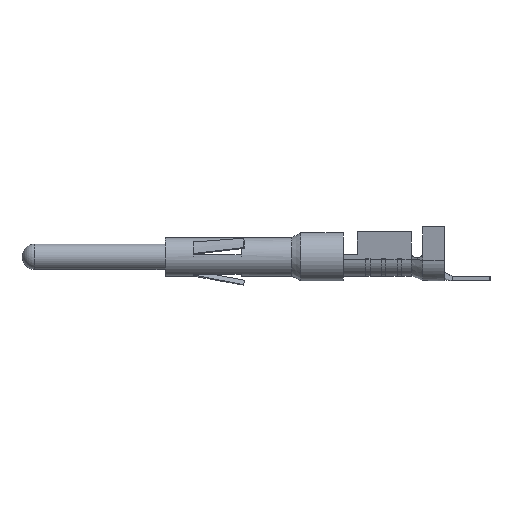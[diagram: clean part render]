
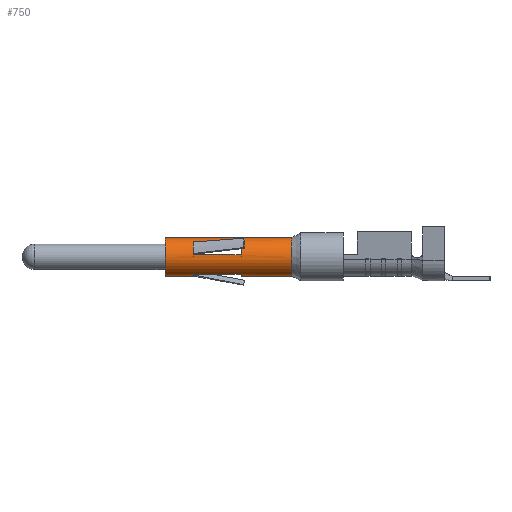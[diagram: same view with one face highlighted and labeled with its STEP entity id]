
A CAD part, left-side view. The second image highlights one B-rep face of the part: STEP entity #750.
In plain terms, the highlighted cylindrical face has radius 1.214 mm (diameter 2.429 mm), a full revolution.
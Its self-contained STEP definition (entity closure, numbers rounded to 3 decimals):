
#63=FACE_BOUND('',#1769,.T.);
#64=FACE_BOUND('',#1770,.T.);
#65=FACE_BOUND('',#1771,.T.);
#66=FACE_BOUND('',#1772,.T.);
#67=FACE_BOUND('',#1773,.T.);
#336=CYLINDRICAL_SURFACE('',#7407,1.214);
#424=CIRCLE('',#7330,1.214);
#428=CIRCLE('',#7339,1.214);
#432=CIRCLE('',#7348,1.214);
#435=CIRCLE('',#7353,1.214);
#436=CIRCLE('',#7356,1.214);
#438=CIRCLE('',#7360,1.214);
#441=CIRCLE('',#7364,1.214);
#443=CIRCLE('',#7369,1.214);
#444=CIRCLE('',#7372,1.214);
#455=CIRCLE('',#7392,1.214);
#457=CIRCLE('',#7395,1.214);
#462=CIRCLE('',#7404,1.214);
#463=CIRCLE('',#7405,1.214);
#464=CIRCLE('',#7406,1.214);
#750=ADVANCED_FACE('',(#63,#64,#65,#66,#67),#336,.T.);
#1769=EDGE_LOOP('',(#2692,#2693,#2694,#2695,#2696,#2697));
#1770=EDGE_LOOP('',(#2698,#2699,#2700,#2701,#2702,#2703));
#1771=EDGE_LOOP('',(#2704,#2705,#2706,#2707,#2708,#2709));
#1772=EDGE_LOOP('',(#2710));
#1773=EDGE_LOOP('',(#2711));
#2692=ORIENTED_EDGE('',*,*,#5125,.T.);
#2693=ORIENTED_EDGE('',*,*,#5104,.T.);
#2694=ORIENTED_EDGE('',*,*,#5170,.T.);
#2695=ORIENTED_EDGE('',*,*,#5129,.T.);
#2696=ORIENTED_EDGE('',*,*,#5121,.T.);
#2697=ORIENTED_EDGE('',*,*,#5124,.T.);
#2698=ORIENTED_EDGE('',*,*,#5136,.T.);
#2699=ORIENTED_EDGE('',*,*,#5141,.T.);
#2700=ORIENTED_EDGE('',*,*,#5130,.T.);
#2701=ORIENTED_EDGE('',*,*,#5092,.T.);
#2702=ORIENTED_EDGE('',*,*,#5171,.T.);
#2703=ORIENTED_EDGE('',*,*,#5139,.T.);
#2704=ORIENTED_EDGE('',*,*,#5149,.T.);
#2705=ORIENTED_EDGE('',*,*,#5116,.F.);
#2706=ORIENTED_EDGE('',*,*,#5172,.T.);
#2707=ORIENTED_EDGE('',*,*,#5153,.T.);
#2708=ORIENTED_EDGE('',*,*,#5145,.T.);
#2709=ORIENTED_EDGE('',*,*,#5148,.T.);
#2710=ORIENTED_EDGE('',*,*,#5165,.F.);
#2711=ORIENTED_EDGE('',*,*,#5163,.T.);
#4318=VERTEX_POINT('',#10333);
#4323=VERTEX_POINT('',#10356);
#4326=VERTEX_POINT('',#10382);
#4331=VERTEX_POINT('',#10405);
#4334=VERTEX_POINT('',#10431);
#4339=VERTEX_POINT('',#10454);
#4340=VERTEX_POINT('',#10468);
#4343=VERTEX_POINT('',#10473);
#4345=VERTEX_POINT('',#10479);
#4346=VERTEX_POINT('',#10486);
#4348=VERTEX_POINT('',#10492);
#4350=VERTEX_POINT('',#10498);
#4353=VERTEX_POINT('',#10503);
#4354=VERTEX_POINT('',#10507);
#4357=VERTEX_POINT('',#10517);
#4359=VERTEX_POINT('',#10521);
#4361=VERTEX_POINT('',#10527);
#4363=VERTEX_POINT('',#10535);
#4371=VERTEX_POINT('',#10563);
#4373=VERTEX_POINT('',#10568);
#5092=EDGE_CURVE('',#4318,#4323,#424,.T.);
#5104=EDGE_CURVE('',#4326,#4331,#428,.T.);
#5116=EDGE_CURVE('',#4339,#4334,#432,.T.);
#5121=EDGE_CURVE('',#4340,#4343,#435,.T.);
#5124=EDGE_CURVE('',#4343,#4345,#6087,.T.);
#5125=EDGE_CURVE('',#4345,#4326,#436,.T.);
#5129=EDGE_CURVE('',#4346,#4340,#6090,.T.);
#5130=EDGE_CURVE('',#4348,#4318,#438,.T.);
#5136=EDGE_CURVE('',#4350,#4353,#441,.T.);
#5139=EDGE_CURVE('',#4354,#4350,#6096,.T.);
#5141=EDGE_CURVE('',#4353,#4348,#6098,.T.);
#5145=EDGE_CURVE('',#4357,#4359,#443,.T.);
#5148=EDGE_CURVE('',#4359,#4361,#6103,.T.);
#5149=EDGE_CURVE('',#4361,#4334,#444,.T.);
#5153=EDGE_CURVE('',#4363,#4357,#6106,.T.);
#5163=EDGE_CURVE('',#4371,#4371,#455,.T.);
#5165=EDGE_CURVE('',#4373,#4373,#457,.T.);
#5170=EDGE_CURVE('',#4331,#4346,#462,.T.);
#5171=EDGE_CURVE('',#4323,#4354,#463,.T.);
#5172=EDGE_CURVE('',#4339,#4363,#464,.T.);
#6087=LINE('',#10480,#6747);
#6090=LINE('',#10489,#6750);
#6096=LINE('',#10510,#6756);
#6098=LINE('',#10513,#6758);
#6103=LINE('',#10528,#6763);
#6106=LINE('',#10537,#6766);
#6747=VECTOR('',#8366,1.);
#6750=VECTOR('',#8377,1.);
#6756=VECTOR('',#8397,1.);
#6758=VECTOR('',#8401,1.);
#6763=VECTOR('',#8414,1.);
#6766=VECTOR('',#8425,1.);
#7330=AXIS2_PLACEMENT_3D('',#10365,#8308,#8309);
#7339=AXIS2_PLACEMENT_3D('',#10414,#8328,#8329);
#7348=AXIS2_PLACEMENT_3D('',#10463,#8348,#8349);
#7353=AXIS2_PLACEMENT_3D('',#10474,#8360,#8361);
#7356=AXIS2_PLACEMENT_3D('',#10482,#8369,#8370);
#7360=AXIS2_PLACEMENT_3D('',#10491,#8380,#8381);
#7364=AXIS2_PLACEMENT_3D('',#10504,#8391,#8392);
#7369=AXIS2_PLACEMENT_3D('',#10522,#8408,#8409);
#7372=AXIS2_PLACEMENT_3D('',#10530,#8417,#8418);
#7392=AXIS2_PLACEMENT_3D('',#10562,#8460,#8461);
#7395=AXIS2_PLACEMENT_3D('',#10567,#8466,#8467);
#7404=AXIS2_PLACEMENT_3D('',#10578,#8484,#8485);
#7405=AXIS2_PLACEMENT_3D('',#10579,#8486,#8487);
#7406=AXIS2_PLACEMENT_3D('',#10580,#8488,#8489);
#7407=AXIS2_PLACEMENT_3D('',#10581,#8490,#8491);
#8308=DIRECTION('',(0.,1.,0.));
#8309=DIRECTION('',(0.,0.,-1.));
#8328=DIRECTION('',(0.,1.,0.));
#8329=DIRECTION('',(0.,0.,-1.));
#8348=DIRECTION('',(0.,-1.,0.));
#8349=DIRECTION('',(0.,0.,-1.));
#8360=DIRECTION('',(0.,-1.,0.));
#8361=DIRECTION('',(0.,0.,1.));
#8366=DIRECTION('',(0.,1.,0.));
#8369=DIRECTION('',(0.,1.,0.));
#8370=DIRECTION('',(0.,0.,-1.));
#8377=DIRECTION('',(0.,-1.,0.));
#8380=DIRECTION('',(0.,1.,0.));
#8381=DIRECTION('',(0.,0.,-1.));
#8391=DIRECTION('',(0.,-1.,0.));
#8392=DIRECTION('',(0.,0.,1.));
#8397=DIRECTION('',(0.,-1.,0.));
#8401=DIRECTION('',(0.,1.,0.));
#8408=DIRECTION('',(0.,-1.,0.));
#8409=DIRECTION('',(0.,0.,1.));
#8414=DIRECTION('',(0.,1.,0.));
#8417=DIRECTION('',(0.,1.,0.));
#8418=DIRECTION('',(0.,0.,-1.));
#8425=DIRECTION('',(0.,-1.,0.));
#8460=DIRECTION('',(0.,-1.,0.));
#8461=DIRECTION('',(1.,0.,0.));
#8466=DIRECTION('',(0.,-1.,0.));
#8467=DIRECTION('',(1.,0.,0.));
#8484=DIRECTION('',(0.,1.,0.));
#8485=DIRECTION('',(0.,0.,-1.));
#8486=DIRECTION('',(0.,1.,0.));
#8487=DIRECTION('',(0.,0.,-1.));
#8488=DIRECTION('',(0.,1.,0.));
#8489=DIRECTION('',(0.,0.,-1.));
#8490=DIRECTION('',(0.,-1.,0.));
#8491=DIRECTION('',(1.,0.,0.));
#10333=CARTESIAN_POINT('',(0.781,-10.786,0.93));
#10356=CARTESIAN_POINT('',(1.196,-10.786,0.211));
#10365=CARTESIAN_POINT('',(0.,-10.786,0.));
#10382=CARTESIAN_POINT('',(-1.196,-10.786,0.211));
#10405=CARTESIAN_POINT('',(-0.781,-10.786,0.93));
#10414=CARTESIAN_POINT('',(0.,-10.786,0.));
#10431=CARTESIAN_POINT('',(0.415,-10.786,-1.141));
#10454=CARTESIAN_POINT('',(-0.415,-10.786,-1.141));
#10463=CARTESIAN_POINT('',(0.,-10.786,0.));
#10468=CARTESIAN_POINT('',(-0.708,-13.786,0.986));
#10473=CARTESIAN_POINT('',(-1.208,-13.786,0.12));
#10474=CARTESIAN_POINT('',(0.,-13.786,0.));
#10479=CARTESIAN_POINT('',(-1.208,-10.786,0.12));
#10480=CARTESIAN_POINT('',(-1.208,0.,0.12));
#10482=CARTESIAN_POINT('',(0.,-10.786,0.));
#10486=CARTESIAN_POINT('',(-0.708,-10.786,0.986));
#10489=CARTESIAN_POINT('',(-0.708,0.,0.986));
#10491=CARTESIAN_POINT('',(0.,-10.786,0.));
#10492=CARTESIAN_POINT('',(0.708,-10.786,0.986));
#10498=CARTESIAN_POINT('',(1.208,-13.786,0.12));
#10503=CARTESIAN_POINT('',(0.708,-13.786,0.986));
#10504=CARTESIAN_POINT('',(0.,-13.786,0.));
#10507=CARTESIAN_POINT('',(1.208,-10.786,0.12));
#10510=CARTESIAN_POINT('',(1.208,0.,0.12));
#10513=CARTESIAN_POINT('',(0.708,0.,0.986));
#10517=CARTESIAN_POINT('',(-0.5,-13.786,-1.107));
#10521=CARTESIAN_POINT('',(0.5,-13.786,-1.107));
#10522=CARTESIAN_POINT('',(0.,-13.786,0.));
#10527=CARTESIAN_POINT('',(0.5,-10.786,-1.107));
#10528=CARTESIAN_POINT('',(0.5,0.,-1.107));
#10530=CARTESIAN_POINT('',(0.,-10.786,0.));
#10535=CARTESIAN_POINT('',(-0.5,-10.786,-1.107));
#10537=CARTESIAN_POINT('',(-0.5,0.,-1.107));
#10562=CARTESIAN_POINT('',(0.,-9.,0.));
#10563=CARTESIAN_POINT('',(1.214,-9.,0.));
#10567=CARTESIAN_POINT('',(0.,-16.964,0.));
#10568=CARTESIAN_POINT('',(1.214,-16.964,0.));
#10578=CARTESIAN_POINT('',(0.,-10.786,0.));
#10579=CARTESIAN_POINT('',(0.,-10.786,0.));
#10580=CARTESIAN_POINT('',(0.,-10.786,0.));
#10581=CARTESIAN_POINT('',(0.,0.,0.));
